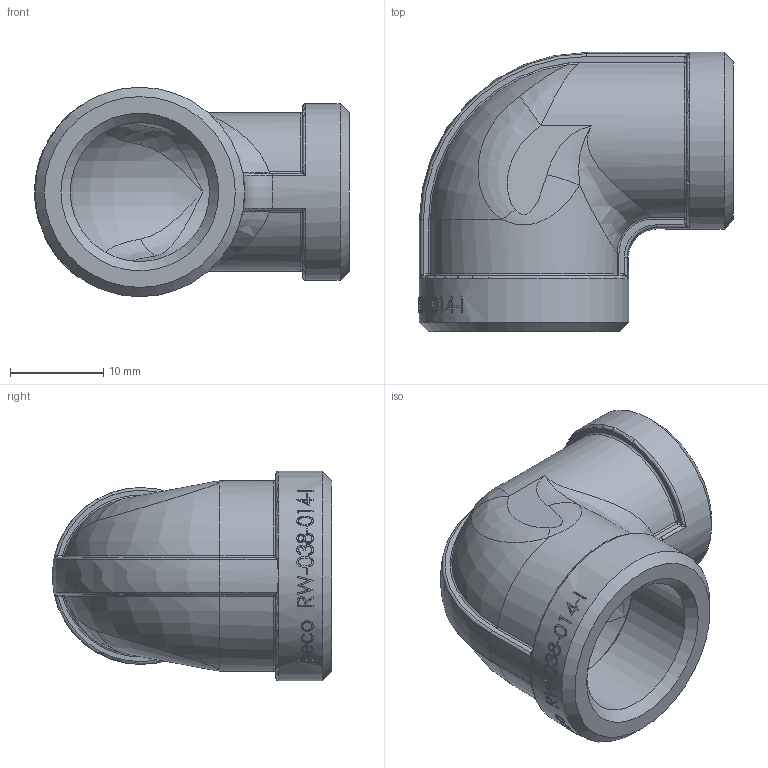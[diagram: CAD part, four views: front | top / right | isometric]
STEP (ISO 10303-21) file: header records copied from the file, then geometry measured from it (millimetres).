
FILE_DESCRIPTION (( 'STEP AP214' ), '1' );
FILE_NAME ('heco_RW-038-014-I.STEP', '2016-06-28T12:26:06', ( '' ), ( '' ), 'SwSTEP 2.0', 'SolidWorks 2011', '' );
FILE_SCHEMA (( 'AUTOMOTIVE_DESIGN' ));
Length unit declared in the file: millimetre
Products named in the file (1): heco_RW-038-014-I
Bounding box: 33.8 x 30 x 22.5 mm (x, y, z)
Volume: 5022.1 mm3; surface area: 4764.7 mm2
Topology: 1 solids, 1 shells, 317 faces, 791 edges, 484 vertices
Faces by surface type: bspline 149, plane 74, cylinder 61, torus 19, sphere 8, cone 6
Full cylindrical faces by diameter (mm): 11.445 x1, 14.95 x1, 19 x1, 22.5 x1
Entity records: 22429 total; most frequent: CARTESIAN_POINT 14271, ORIENTED_EDGE 1520, DIRECTION 822, EDGE_CURVE 760, VERTEX_POINT 481, B_SPLINE_CURVE_WITH_KNOTS 444, EDGE_LOOP 355, AXIS2_PLACEMENT_3D 341
